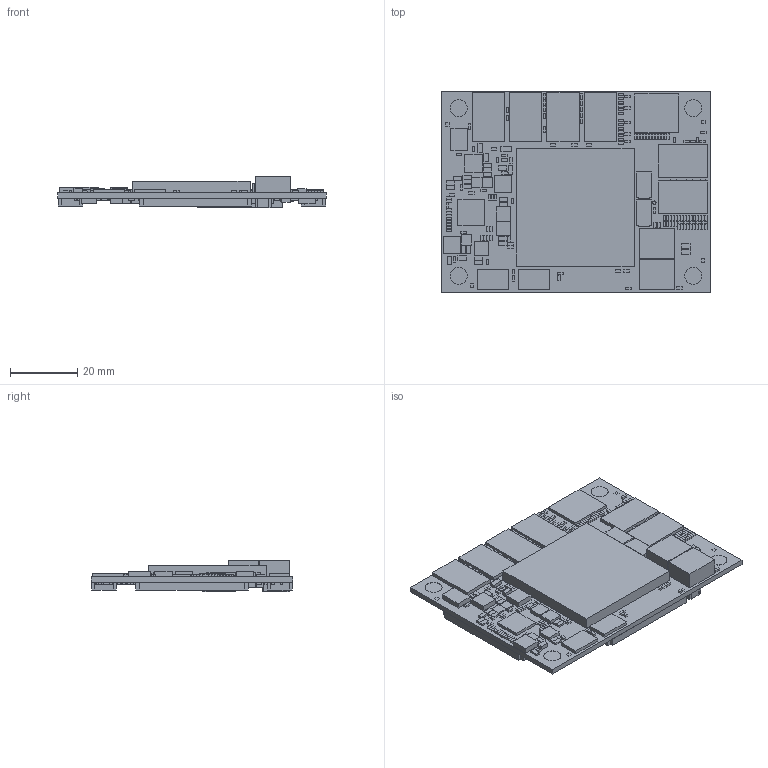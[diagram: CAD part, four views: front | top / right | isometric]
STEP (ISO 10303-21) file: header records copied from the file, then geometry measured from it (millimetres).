
FILE_DESCRIPTION(/* description */ ('PCB Design'),/* implementation_level */ '2;1');
FILE_NAME(/* name */ 'ACU9EG_step',/* time_stamp */ '2021-08-10T17:57:18+08:00',/* author */ ('ALINX-11'),/* organization */ (''),/* preprocessor_version */ 'ST-DEVELOPER v16',/* originating_system */ 'allegro_17.2S007',/* authorisation */ '');
FILE_SCHEMA (('AUTOMOTIVE_DESIGN { 1 0 10303 214 3 1 1 }'));
Length unit declared in the file: inch
Products named in the file (35): ACU9EG_STEP; BOARD_OUTLINE; COMPONENTS; FFVB1156; OSC3_2X2_5; DCU_PDSO-G8; VSON-10; MLP8; CC0805; L5_2X5_2; MT40A256M16GE-075E; LED_0805; TP; AXK5A2137YG; CSD87381P; 8S1_SOIC8; MARK; MH_250H125; SOT23-5; RR0402; CC0402; MYMGM1R824ELA5RP; C1206; OSC6-3225; 6-TDFN-EP; DSBGA8; TPS51200DRCR; SX2-3215; L4_2X4_2; VFBGA_13X11_5; CC1206; D7343; CC0603; LL0603; VQFN64
Assembly tree (572 placements, depth 3):
  ACU9EG_STEP
    BOARD_OUTLINE
    COMPONENTS
      FFVB1156
      OSC3_2X2_5
      DCU_PDSO-G8
      VSON-10  x2
      MLP8  x2
      CC0805  x27
      L5_2X5_2  x3
      MT40A256M16GE-075E  x6
      LED_0805
      TP
      AXK5A2137YG  x4
      CSD87381P  x3
      8S1_SOIC8
      MARK  x8
      MH_250H125  x4
      SOT23-5
      RR0402  x152
      CC0402  x262
      MYMGM1R824ELA5RP  x2
      C1206
      OSC6-3225
      6-TDFN-EP
      DSBGA8
      TPS51200DRCR
      SX2-3215
      L4_2X4_2  x3
      VFBGA_13X11_5
      CC1206  x29
      D7343  x7
      CC0603  x35
      LL0603  x6
      VQFN64
Bounding box: 80 x 60 x 9.52 mm (x, y, z)
Surface area: 25771.4 mm2 (no closed solid volume)
Topology: 0 solids, 571 shells, 3504 faces, 7657 edges, 4724 vertices
Faces by surface type: plane 3494, cylinder 10
Entity records: 10935 total; most frequent: DIRECTION 1740, AXIS2_PLACEMENT_3D 1362, CARTESIAN_POINT 937, ORIENTED_EDGE 864, PRODUCT_DEFINITION_SHAPE 607, ITEM_DEFINED_TRANSFORMATION 572, CONTEXT_DEPENDENT_SHAPE_REPRESENTATION 572, NEXT_ASSEMBLY_USAGE_OCCURRENCE 572
